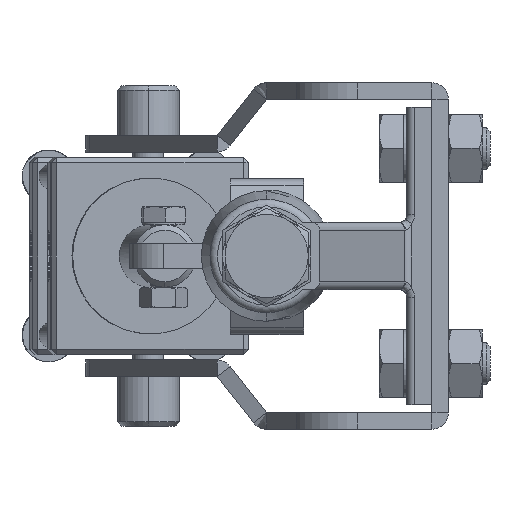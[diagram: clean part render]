
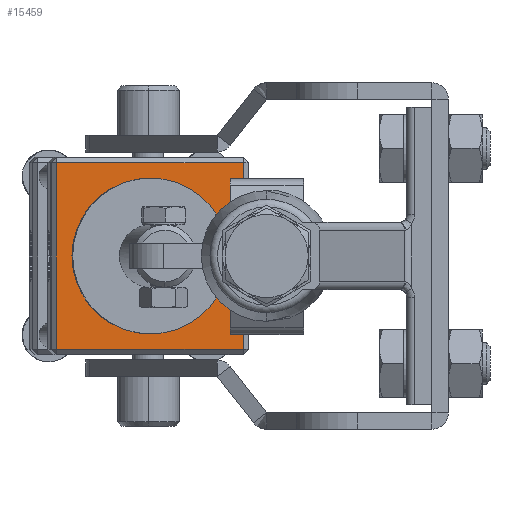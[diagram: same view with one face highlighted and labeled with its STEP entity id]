
A CAD part, left-side view. The second image highlights one B-rep face of the part: STEP entity #15459.
In plain terms, the highlighted planar face has unit normal (-0.999, -0.039, 0).
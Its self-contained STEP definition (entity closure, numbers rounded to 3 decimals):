
#571 = CARTESIAN_POINT ( 'NONE',  ( 87.006, 54.287, 0. ) ) ;
#642 = CARTESIAN_POINT ( 'NONE',  ( 86.301, 72.273, -18. ) ) ;
#755 = AXIS2_PLACEMENT_3D ( 'NONE', #8431, #24206, #10685 ) ;
#791 = EDGE_CURVE ( 'NONE', #25409, #10779, #23024, .T. ) ;
#1388 = CARTESIAN_POINT ( 'NONE',  ( 87.006, 54.287, 0. ) ) ;
#1932 = EDGE_LOOP ( 'NONE', ( #6475, #22556 ) ) ;
#2718 = EDGE_CURVE ( 'NONE', #28365, #25012, #8797, .T. ) ;
#2855 = DIRECTION ( 'NONE',  ( 0., 0., 1. ) ) ;
#3690 = DIRECTION ( 'NONE',  ( 0., 0., 1. ) ) ;
#4600 = EDGE_CURVE ( 'NONE', #22832, #21675, #10646, .T. ) ;
#5581 = EDGE_CURVE ( 'NONE', #10779, #28365, #12690, .T. ) ;
#5855 = CARTESIAN_POINT ( 'NONE',  ( 86.301, 72.273, 18. ) ) ;
#6475 = ORIENTED_EDGE ( 'NONE', *, *, #4600, .F. ) ;
#7199 = CARTESIAN_POINT ( 'NONE',  ( 87.006, 54.287, -15. ) ) ;
#7429 = DIRECTION ( 'NONE',  ( -0.039, 0.999, 0. ) ) ;
#8431 = CARTESIAN_POINT ( 'NONE',  ( 85.845, 83.921, 0. ) ) ;
#8466 = CARTESIAN_POINT ( 'NONE',  ( 87.75, 35.301, -18. ) ) ;
#8797 = LINE ( 'NONE', #23182, #14792 ) ;
#9874 = FACE_BOUND ( 'NONE', #1932, .T. ) ;
#10493 = PLANE ( 'NONE',  #755 ) ;
#10646 = CIRCLE ( 'NONE', #16372, 15. ) ;
#10685 = DIRECTION ( 'NONE',  ( 0., 0., 1. ) ) ;
#10724 = DIRECTION ( 'NONE',  ( 0.039, -0.999, 0. ) ) ;
#10779 = VERTEX_POINT ( 'NONE', #17694 ) ;
#11976 = VECTOR ( 'NONE', #22325, 1000. ) ;
#12690 = LINE ( 'NONE', #28621, #11976 ) ;
#12987 = CARTESIAN_POINT ( 'NONE',  ( 86.301, 72.273, -19. ) ) ;
#14345 = ORIENTED_EDGE ( 'NONE', *, *, #26236, .T. ) ;
#14792 = VECTOR ( 'NONE', #7429, 1000. ) ;
#15359 = EDGE_LOOP ( 'NONE', ( #21058, #17135, #15393, #14345 ) ) ;
#15393 = ORIENTED_EDGE ( 'NONE', *, *, #2718, .T. ) ;
#15459 = ADVANCED_FACE ( 'NONE', ( #21888, #9874 ), #10493, .T. ) ;
#16056 = CARTESIAN_POINT ( 'NONE',  ( 87.006, 54.287, 15. ) ) ;
#16372 = AXIS2_PLACEMENT_3D ( 'NONE', #571, #16374, #2855 ) ;
#16374 = DIRECTION ( 'NONE',  ( -0.999, -0.039, 0. ) ) ;
#17021 = VECTOR ( 'NONE', #10724, 1000. ) ;
#17135 = ORIENTED_EDGE ( 'NONE', *, *, #5581, .T. ) ;
#17221 = DIRECTION ( 'NONE',  ( -0.999, -0.039, 0. ) ) ;
#17694 = CARTESIAN_POINT ( 'NONE',  ( 87.711, 36.301, -18. ) ) ;
#20827 = VECTOR ( 'NONE', #28708, 1000. ) ;
#21058 = ORIENTED_EDGE ( 'NONE', *, *, #791, .T. ) ;
#21675 = VERTEX_POINT ( 'NONE', #7199 ) ;
#21888 = FACE_OUTER_BOUND ( 'NONE', #15359, .T. ) ;
#21899 = EDGE_CURVE ( 'NONE', #21675, #22832, #23639, .T. ) ;
#22325 = DIRECTION ( 'NONE',  ( 0., 0., 1. ) ) ;
#22556 = ORIENTED_EDGE ( 'NONE', *, *, #21899, .F. ) ;
#22832 = VERTEX_POINT ( 'NONE', #16056 ) ;
#23024 = LINE ( 'NONE', #8466, #17021 ) ;
#23182 = CARTESIAN_POINT ( 'NONE',  ( 86.262, 73.272, 18. ) ) ;
#23639 = CIRCLE ( 'NONE', #24862, 15. ) ;
#24206 = DIRECTION ( 'NONE',  ( -0.999, -0.039, 0. ) ) ;
#24862 = AXIS2_PLACEMENT_3D ( 'NONE', #1388, #17221, #3690 ) ;
#25012 = VERTEX_POINT ( 'NONE', #5855 ) ;
#25409 = VERTEX_POINT ( 'NONE', #642 ) ;
#26138 = LINE ( 'NONE', #12987, #20827 ) ;
#26236 = EDGE_CURVE ( 'NONE', #25012, #25409, #26138, .T. ) ;
#27594 = CARTESIAN_POINT ( 'NONE',  ( 87.711, 36.301, 18. ) ) ;
#28365 = VERTEX_POINT ( 'NONE', #27594 ) ;
#28621 = CARTESIAN_POINT ( 'NONE',  ( 87.711, 36.301, 19. ) ) ;
#28708 = DIRECTION ( 'NONE',  ( 0., 0., -1. ) ) ;
